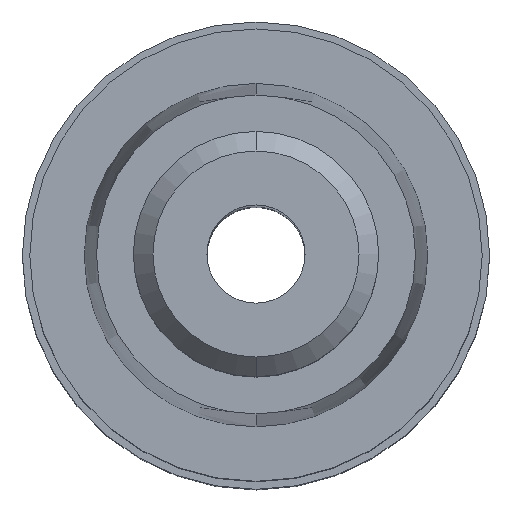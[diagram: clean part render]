
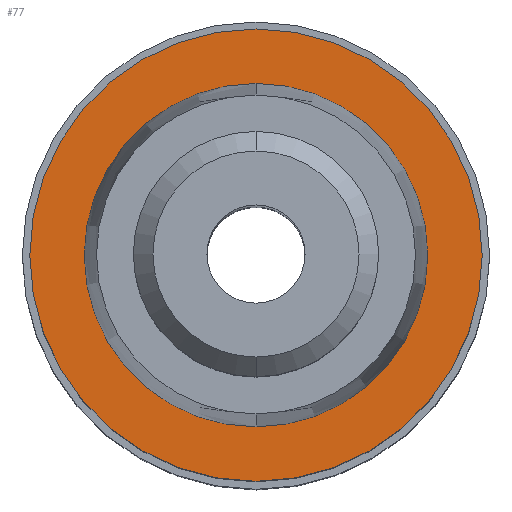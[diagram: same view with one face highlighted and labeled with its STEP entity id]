
A CAD part, top view. The second image highlights one B-rep face of the part: STEP entity #77.
In plain terms, the highlighted planar face has unit normal (0, 0, 1).
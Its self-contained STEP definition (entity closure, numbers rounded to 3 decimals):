
#51=PLANE('',#492);
#60=FACE_BOUND('',#128,.T.);
#61=FACE_BOUND('',#129,.T.);
#77=ADVANCED_FACE('',(#60,#61),#51,.F.);
#128=EDGE_LOOP('',(#186,#187));
#129=EDGE_LOOP('',(#188,#189));
#186=ORIENTED_EDGE('',*,*,#275,.F.);
#187=ORIENTED_EDGE('',*,*,#281,.F.);
#188=ORIENTED_EDGE('',*,*,#282,.F.);
#189=ORIENTED_EDGE('',*,*,#283,.F.);
#240=VERTEX_POINT('',#711);
#242=VERTEX_POINT('',#714);
#246=VERTEX_POINT('',#728);
#247=VERTEX_POINT('',#729);
#275=EDGE_CURVE('',#240,#242,#319,.T.);
#281=EDGE_CURVE('',#242,#240,#324,.T.);
#282=EDGE_CURVE('',#246,#247,#325,.T.);
#283=EDGE_CURVE('',#247,#246,#326,.T.);
#319=CIRCLE('',#481,4.61);
#324=CIRCLE('',#488,4.61);
#325=CIRCLE('',#490,3.5);
#326=CIRCLE('',#491,3.5);
#481=AXIS2_PLACEMENT_3D('',#713,#586,#587);
#488=AXIS2_PLACEMENT_3D('',#725,#601,#602);
#490=AXIS2_PLACEMENT_3D('',#727,#605,#606);
#491=AXIS2_PLACEMENT_3D('',#730,#607,#608);
#492=AXIS2_PLACEMENT_3D('',#731,#609,#610);
#586=DIRECTION('',(0.,0.,-1.));
#587=DIRECTION('',(0.,1.,0.));
#601=DIRECTION('',(0.,0.,-1.));
#602=DIRECTION('',(0.,-1.,0.));
#605=DIRECTION('',(0.,0.,1.));
#606=DIRECTION('',(0.,1.,0.));
#607=DIRECTION('',(0.,0.,1.));
#608=DIRECTION('',(0.,-1.,0.));
#609=DIRECTION('',(0.,0.,-1.));
#610=DIRECTION('',(0.,1.,0.));
#711=CARTESIAN_POINT('',(0.,4.61,16.));
#713=CARTESIAN_POINT('',(0.,0.,16.));
#714=CARTESIAN_POINT('',(0.,-4.61,16.));
#725=CARTESIAN_POINT('',(0.,0.,16.));
#727=CARTESIAN_POINT('',(0.,0.,16.));
#728=CARTESIAN_POINT('',(0.,3.5,16.));
#729=CARTESIAN_POINT('',(0.,-3.5,16.));
#730=CARTESIAN_POINT('',(0.,0.,16.));
#731=CARTESIAN_POINT('',(0.,0.,16.));
